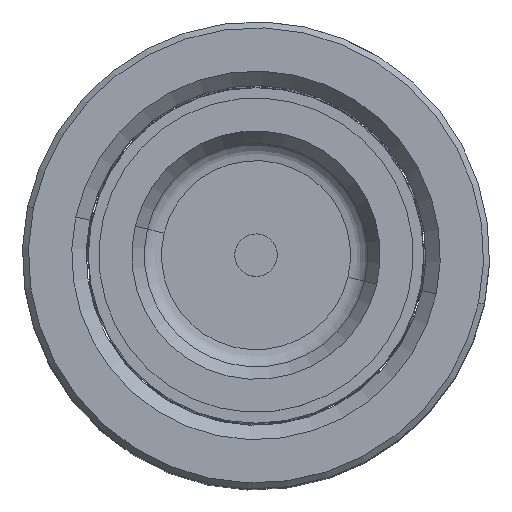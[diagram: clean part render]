
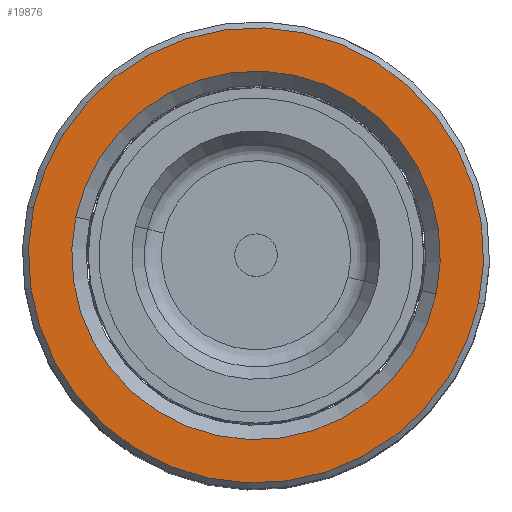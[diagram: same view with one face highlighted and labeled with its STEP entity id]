
A CAD part, top view. The second image highlights one B-rep face of the part: STEP entity #19876.
In plain terms, the highlighted planar face has unit normal (0, 0, 1).
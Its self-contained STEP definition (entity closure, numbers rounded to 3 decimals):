
#113 = CIRCLE ( 'NONE', #30874, 21.7 ) ;
#1242 = VERTEX_POINT ( 'NONE', #39624 ) ;
#2797 = ORIENTED_EDGE ( 'NONE', *, *, #15702, .T. ) ;
#9726 = EDGE_LOOP ( 'NONE', ( #14894, #10337 ) ) ;
#9750 = CARTESIAN_POINT ( 'NONE',  ( 21.7, 0., 80. ) ) ;
#10337 = ORIENTED_EDGE ( 'NONE', *, *, #26748, .T. ) ;
#10883 = ORIENTED_EDGE ( 'NONE', *, *, #40187, .T. ) ;
#11577 = CIRCLE ( 'NONE', #29345, 21.7 ) ;
#12374 = DIRECTION ( 'NONE',  ( 1., 0., 0. ) ) ;
#12832 = VERTEX_POINT ( 'NONE', #36932 ) ;
#13864 = AXIS2_PLACEMENT_3D ( 'NONE', #35945, #29153, #32992 ) ;
#14894 = ORIENTED_EDGE ( 'NONE', *, *, #38632, .T. ) ;
#15702 = EDGE_CURVE ( 'NONE', #34618, #12832, #37447, .T. ) ;
#16729 = CARTESIAN_POINT ( 'NONE',  ( 0., 0., 80. ) ) ;
#17561 = DIRECTION ( 'NONE',  ( 1., 0., 0. ) ) ;
#19010 = DIRECTION ( 'NONE',  ( 0., 0., -1. ) ) ;
#19821 = CIRCLE ( 'NONE', #13864, 26.8 ) ;
#19876 = ADVANCED_FACE ( 'NONE', ( #24530, #25063 ), #37771, .T. ) ;
#20100 = DIRECTION ( 'NONE',  ( 1., 0., 0. ) ) ;
#20243 = DIRECTION ( 'NONE',  ( 0., 0., -1. ) ) ;
#22767 = CARTESIAN_POINT ( 'NONE',  ( 0., 0., 80. ) ) ;
#24530 = FACE_OUTER_BOUND ( 'NONE', #37597, .T. ) ;
#24850 = AXIS2_PLACEMENT_3D ( 'NONE', #35785, #42936, #12374 ) ;
#25063 = FACE_BOUND ( 'NONE', #9726, .T. ) ;
#26748 = EDGE_CURVE ( 'NONE', #1242, #31726, #11577, .T. ) ;
#27459 = AXIS2_PLACEMENT_3D ( 'NONE', #41250, #34673, #17561 ) ;
#29153 = DIRECTION ( 'NONE',  ( 0., 0., 1. ) ) ;
#29345 = AXIS2_PLACEMENT_3D ( 'NONE', #22767, #19010, #42571 ) ;
#29618 = CARTESIAN_POINT ( 'NONE',  ( -26.8, 0., 80. ) ) ;
#30874 = AXIS2_PLACEMENT_3D ( 'NONE', #16729, #20243, #20100 ) ;
#31726 = VERTEX_POINT ( 'NONE', #9750 ) ;
#32992 = DIRECTION ( 'NONE',  ( 1., 0., 0. ) ) ;
#34618 = VERTEX_POINT ( 'NONE', #29618 ) ;
#34673 = DIRECTION ( 'NONE',  ( 0., 0., 1. ) ) ;
#35785 = CARTESIAN_POINT ( 'NONE',  ( 0., 0., 80. ) ) ;
#35945 = CARTESIAN_POINT ( 'NONE',  ( 0., 0., 80. ) ) ;
#36932 = CARTESIAN_POINT ( 'NONE',  ( 26.8, 0., 80. ) ) ;
#37447 = CIRCLE ( 'NONE', #24850, 26.8 ) ;
#37597 = EDGE_LOOP ( 'NONE', ( #2797, #10883 ) ) ;
#37771 = PLANE ( 'NONE',  #27459 ) ;
#38632 = EDGE_CURVE ( 'NONE', #31726, #1242, #113, .T. ) ;
#39624 = CARTESIAN_POINT ( 'NONE',  ( -21.7, 0., 80. ) ) ;
#40187 = EDGE_CURVE ( 'NONE', #12832, #34618, #19821, .T. ) ;
#41250 = CARTESIAN_POINT ( 'NONE',  ( 0., 0., 80. ) ) ;
#42571 = DIRECTION ( 'NONE',  ( 1., 0., 0. ) ) ;
#42936 = DIRECTION ( 'NONE',  ( 0., 0., 1. ) ) ;
